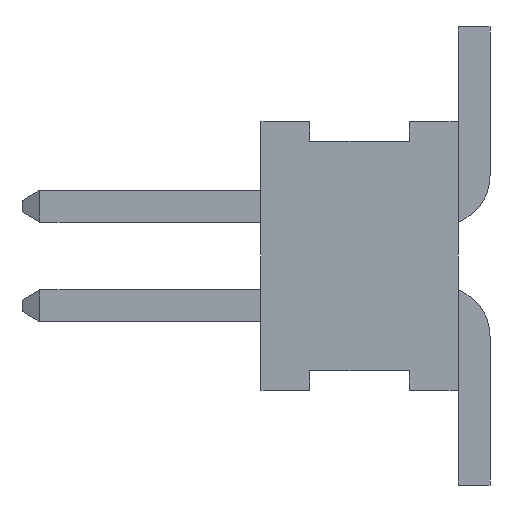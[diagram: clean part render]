
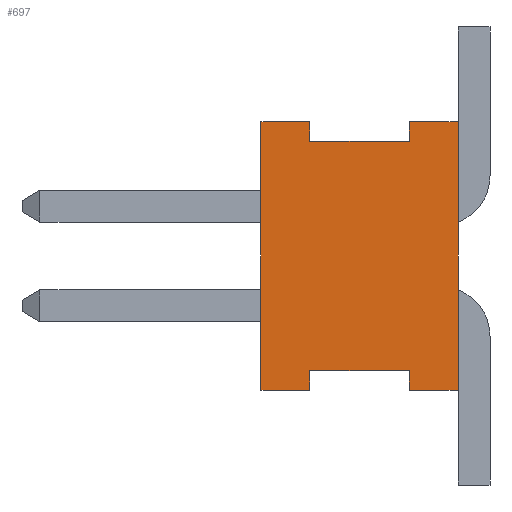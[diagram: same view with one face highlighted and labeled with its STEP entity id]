
A CAD part, left-side view. The second image highlights one B-rep face of the part: STEP entity #697.
In plain terms, the highlighted planar face has unit normal (-1, 0, 0).
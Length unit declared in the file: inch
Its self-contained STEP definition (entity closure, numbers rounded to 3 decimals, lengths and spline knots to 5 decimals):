
#697 = ADVANCED_FACE( '', ( #1388 ), #1389, .F. );
#1388 = FACE_OUTER_BOUND( '', #2070, .T. );
#1389 = PLANE( '', #2071 );
#2070 = EDGE_LOOP( '', ( #4001, #4002, #4003, #4004, #4005, #4006, #4007, #4008, #4009, #4010, #4011, #4012 ) );
#2071 = AXIS2_PLACEMENT_3D( '', #4013, #4014, #4015 );
#4001 = ORIENTED_EDGE( '', *, *, #4408, .F. );
#4002 = ORIENTED_EDGE( '', *, *, #4956, .F. );
#4003 = ORIENTED_EDGE( '', *, *, #4866, .T. );
#4004 = ORIENTED_EDGE( '', *, *, #4739, .T. );
#4005 = ORIENTED_EDGE( '', *, *, #4293, .F. );
#4006 = ORIENTED_EDGE( '', *, *, #4250, .F. );
#4007 = ORIENTED_EDGE( '', *, *, #4622, .F. );
#4008 = ORIENTED_EDGE( '', *, *, #4949, .F. );
#4009 = ORIENTED_EDGE( '', *, *, #4814, .F. );
#4010 = ORIENTED_EDGE( '', *, *, #4657, .F. );
#4011 = ORIENTED_EDGE( '', *, *, #4717, .T. );
#4012 = ORIENTED_EDGE( '', *, *, #4396, .F. );
#4013 = CARTESIAN_POINT( '', ( -0.125, 0.099, -0.0675 ) );
#4014 = DIRECTION( '', ( 1., 0., 0. ) );
#4015 = DIRECTION( '', ( 0., 0., -1. ) );
#4250 = EDGE_CURVE( '', #5125, #5126, #5127, .T. );
#4293 = EDGE_CURVE( '', #5126, #5200, #5201, .T. );
#4396 = EDGE_CURVE( '', #5373, #5374, #5375, .T. );
#4408 = EDGE_CURVE( '', #5391, #5373, #5392, .T. );
#4622 = EDGE_CURVE( '', #5733, #5125, #5734, .T. );
#4657 = EDGE_CURVE( '', #5778, #5779, #5780, .T. );
#4717 = EDGE_CURVE( '', #5778, #5374, #5862, .T. );
#4739 = EDGE_CURVE( '', #5892, #5200, #5893, .T. );
#4814 = EDGE_CURVE( '', #5779, #5983, #5984, .T. );
#4866 = EDGE_CURVE( '', #6043, #5892, #6044, .T. );
#4949 = EDGE_CURVE( '', #5983, #5733, #6135, .T. );
#4956 = EDGE_CURVE( '', #6043, #5391, #6142, .T. );
#5125 = VERTEX_POINT( '', #6380 );
#5126 = VERTEX_POINT( '', #6381 );
#5127 = LINE( '', #6382, #6383 );
#5200 = VERTEX_POINT( '', #6489 );
#5201 = LINE( '', #6490, #6491 );
#5373 = VERTEX_POINT( '', #6742 );
#5374 = VERTEX_POINT( '', #6743 );
#5375 = LINE( '', #6744, #6745 );
#5391 = VERTEX_POINT( '', #6769 );
#5392 = LINE( '', #6770, #6771 );
#5733 = VERTEX_POINT( '', #7278 );
#5734 = LINE( '', #7279, #7280 );
#5778 = VERTEX_POINT( '', #7351 );
#5779 = VERTEX_POINT( '', #7352 );
#5780 = LINE( '', #7353, #7354 );
#5862 = LINE( '', #7474, #7475 );
#5892 = VERTEX_POINT( '', #7523 );
#5893 = LINE( '', #7524, #7525 );
#5983 = VERTEX_POINT( '', #7666 );
#5984 = LINE( '', #7667, #7668 );
#6043 = VERTEX_POINT( '', #7754 );
#6044 = LINE( '', #7755, #7756 );
#6135 = LINE( '', #7884, #7885 );
#6142 = LINE( '', #7895, #7896 );
#6380 = CARTESIAN_POINT( '', ( -0.125, 0.0245, 0.0575 ) );
#6381 = CARTESIAN_POINT( '', ( -0.125, 0.0245, 0.0675 ) );
#6382 = CARTESIAN_POINT( '', ( -0.125, 0.0245, 0.0575 ) );
#6383 = VECTOR( '', #7993, 39.37008 );
#6489 = CARTESIAN_POINT( '', ( -0.125, 0., 0.0675 ) );
#6490 = CARTESIAN_POINT( '', ( -0.125, 0.099, 0.0675 ) );
#6491 = VECTOR( '', #8030, 39.37008 );
#6742 = CARTESIAN_POINT( '', ( -0.125, 0.0745, -0.0575 ) );
#6743 = CARTESIAN_POINT( '', ( -0.125, 0.0745, -0.0675 ) );
#6744 = CARTESIAN_POINT( '', ( -0.125, 0.0745, -0.0575 ) );
#6745 = VECTOR( '', #8116, 39.37008 );
#6769 = CARTESIAN_POINT( '', ( -0.125, 0.0245, -0.0575 ) );
#6770 = CARTESIAN_POINT( '', ( -0.125, 0.0245, -0.0575 ) );
#6771 = VECTOR( '', #8125, 39.37008 );
#7278 = CARTESIAN_POINT( '', ( -0.125, 0.0745, 0.0575 ) );
#7279 = CARTESIAN_POINT( '', ( -0.125, 0.0745, 0.0575 ) );
#7280 = VECTOR( '', #8304, 39.37008 );
#7351 = CARTESIAN_POINT( '', ( -0.125, 0.099, -0.0675 ) );
#7352 = CARTESIAN_POINT( '', ( -0.125, 0.099, 0.0675 ) );
#7353 = CARTESIAN_POINT( '', ( -0.125, 0.099, -0.0675 ) );
#7354 = VECTOR( '', #8335, 39.37008 );
#7474 = CARTESIAN_POINT( '', ( -0.125, 0.099, -0.0675 ) );
#7475 = VECTOR( '', #8392, 39.37008 );
#7523 = CARTESIAN_POINT( '', ( -0.125, 0., -0.0675 ) );
#7524 = CARTESIAN_POINT( '', ( -0.125, 0., -0.0675 ) );
#7525 = VECTOR( '', #8411, 39.37008 );
#7666 = CARTESIAN_POINT( '', ( -0.125, 0.0745, 0.0675 ) );
#7667 = CARTESIAN_POINT( '', ( -0.125, 0.099, 0.0675 ) );
#7668 = VECTOR( '', #8463, 39.37008 );
#7754 = CARTESIAN_POINT( '', ( -0.125, 0.0245, -0.0675 ) );
#7755 = CARTESIAN_POINT( '', ( -0.125, 0.099, -0.0675 ) );
#7756 = VECTOR( '', #8497, 39.37008 );
#7884 = CARTESIAN_POINT( '', ( -0.125, 0.0745, 0.0675 ) );
#7885 = VECTOR( '', #8541, 39.37008 );
#7895 = CARTESIAN_POINT( '', ( -0.125, 0.0245, -0.0675 ) );
#7896 = VECTOR( '', #8545, 39.37008 );
#7993 = DIRECTION( '', ( 0., 0., 1. ) );
#8030 = DIRECTION( '', ( 0., -1., 0. ) );
#8116 = DIRECTION( '', ( 0., 0., -1. ) );
#8125 = DIRECTION( '', ( 0., 1., 0. ) );
#8304 = DIRECTION( '', ( 0., -1., 0. ) );
#8335 = DIRECTION( '', ( 0., 0., 1. ) );
#8392 = DIRECTION( '', ( 0., -1., 0. ) );
#8411 = DIRECTION( '', ( 0., 0., 1. ) );
#8463 = DIRECTION( '', ( 0., -1., 0. ) );
#8497 = DIRECTION( '', ( 0., -1., 0. ) );
#8541 = DIRECTION( '', ( 0., 0., -1. ) );
#8545 = DIRECTION( '', ( 0., 0., 1. ) );
